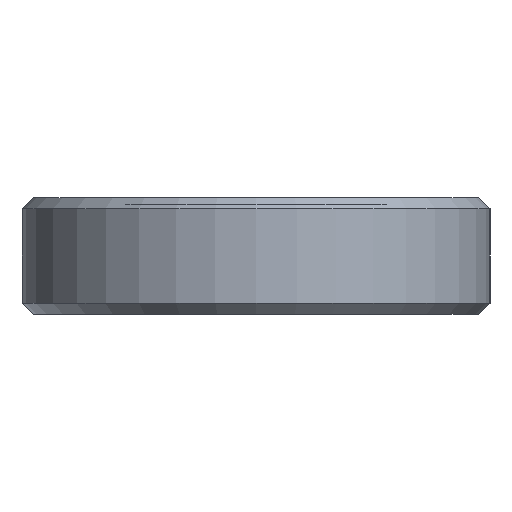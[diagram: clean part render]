
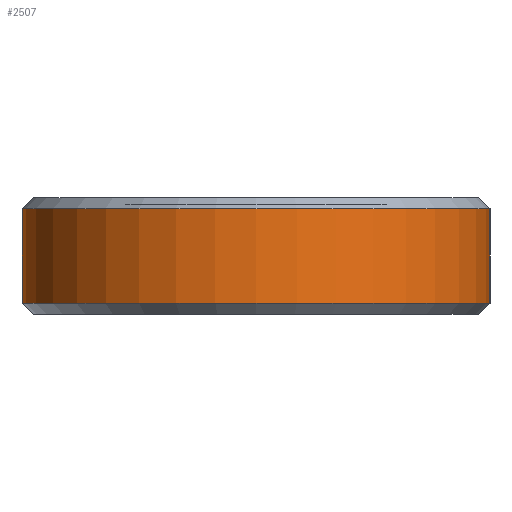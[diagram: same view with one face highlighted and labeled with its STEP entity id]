
A CAD part, left-side view. The second image highlights one B-rep face of the part: STEP entity #2507.
In plain terms, the highlighted cylindrical face has radius 6.25 mm (diameter 12.5 mm), a partial arc.
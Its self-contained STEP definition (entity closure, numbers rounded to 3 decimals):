
#45 = CONICAL_SURFACE('',#46,6.25,0.785);
#46 = AXIS2_PLACEMENT_3D('',#47,#48,#49);
#47 = CARTESIAN_POINT('',(0.,0.,0.3));
#48 = DIRECTION('',(0.,0.,1.));
#49 = DIRECTION('',(0.,1.,0.));
#919 = VERTEX_POINT('',#920);
#920 = CARTESIAN_POINT('',(0.,6.25,0.3));
#943 = VERTEX_POINT('',#944);
#944 = CARTESIAN_POINT('',(0.,-6.25,0.3));
#965 = EDGE_CURVE('',#919,#943,#966,.T.);
#966 = SURFACE_CURVE('',#967,(#972,#979),.PCURVE_S1.);
#967 = CIRCLE('',#968,6.25);
#968 = AXIS2_PLACEMENT_3D('',#969,#970,#971);
#969 = CARTESIAN_POINT('',(0.,0.,0.3));
#970 = DIRECTION('',(0.,-0.,1.));
#971 = DIRECTION('',(0.,1.,0.));
#972 = PCURVE('',#45,#973);
#973 = DEFINITIONAL_REPRESENTATION('',(#974),#978);
#974 = LINE('',#975,#976);
#975 = CARTESIAN_POINT('',(0.,0.));
#976 = VECTOR('',#977,1.);
#977 = DIRECTION('',(1.,0.));
#978 = ( GEOMETRIC_REPRESENTATION_CONTEXT(2) 
PARAMETRIC_REPRESENTATION_CONTEXT() REPRESENTATION_CONTEXT('2D SPACE',''
  ) );
#979 = PCURVE('',#980,#985);
#980 = CYLINDRICAL_SURFACE('',#981,6.25);
#981 = AXIS2_PLACEMENT_3D('',#982,#983,#984);
#982 = CARTESIAN_POINT('',(0.,0.,0.));
#983 = DIRECTION('',(-0.,-0.,-1.));
#984 = DIRECTION('',(1.,0.,0.));
#985 = DEFINITIONAL_REPRESENTATION('',(#986),#990);
#986 = LINE('',#987,#988);
#987 = CARTESIAN_POINT('',(-1.571,-0.3));
#988 = VECTOR('',#989,1.);
#989 = DIRECTION('',(-1.,0.));
#990 = ( GEOMETRIC_REPRESENTATION_CONTEXT(2) 
PARAMETRIC_REPRESENTATION_CONTEXT() REPRESENTATION_CONTEXT('2D SPACE',''
  ) );
#1034 = PLANE('',#1035);
#1035 = AXIS2_PLACEMENT_3D('',#1036,#1037,#1038);
#1036 = CARTESIAN_POINT('',(0.,6.25,0.));
#1037 = DIRECTION('',(0.,1.,0.));
#1038 = DIRECTION('',(1.,0.,0.));
#1088 = PLANE('',#1089);
#1089 = AXIS2_PLACEMENT_3D('',#1090,#1091,#1092);
#1090 = CARTESIAN_POINT('',(0.,-6.25,0.));
#1091 = DIRECTION('',(0.,1.,0.));
#1092 = DIRECTION('',(1.,0.,0.));
#2507 = ADVANCED_FACE('',(#2508),#980,.T.);
#2508 = FACE_BOUND('',#2509,.F.);
#2509 = EDGE_LOOP('',(#2510,#2533,#2562,#2583));
#2510 = ORIENTED_EDGE('',*,*,#2511,.T.);
#2511 = EDGE_CURVE('',#919,#2512,#2514,.T.);
#2512 = VERTEX_POINT('',#2513);
#2513 = CARTESIAN_POINT('',(0.,6.25,2.825));
#2514 = SURFACE_CURVE('',#2515,(#2519,#2526),.PCURVE_S1.);
#2515 = LINE('',#2516,#2517);
#2516 = CARTESIAN_POINT('',(0.,6.25,0.));
#2517 = VECTOR('',#2518,1.);
#2518 = DIRECTION('',(0.,0.,1.));
#2519 = PCURVE('',#980,#2520);
#2520 = DEFINITIONAL_REPRESENTATION('',(#2521),#2525);
#2521 = LINE('',#2522,#2523);
#2522 = CARTESIAN_POINT('',(-1.571,0.));
#2523 = VECTOR('',#2524,1.);
#2524 = DIRECTION('',(-0.,-1.));
#2525 = ( GEOMETRIC_REPRESENTATION_CONTEXT(2) 
PARAMETRIC_REPRESENTATION_CONTEXT() REPRESENTATION_CONTEXT('2D SPACE',''
  ) );
#2526 = PCURVE('',#1034,#2527);
#2527 = DEFINITIONAL_REPRESENTATION('',(#2528),#2532);
#2528 = LINE('',#2529,#2530);
#2529 = CARTESIAN_POINT('',(0.,0.));
#2530 = VECTOR('',#2531,1.);
#2531 = DIRECTION('',(0.,-1.));
#2532 = ( GEOMETRIC_REPRESENTATION_CONTEXT(2) 
PARAMETRIC_REPRESENTATION_CONTEXT() REPRESENTATION_CONTEXT('2D SPACE',''
  ) );
#2533 = ORIENTED_EDGE('',*,*,#2534,.T.);
#2534 = EDGE_CURVE('',#2512,#2535,#2537,.T.);
#2535 = VERTEX_POINT('',#2536);
#2536 = CARTESIAN_POINT('',(0.,-6.25,2.825));
#2537 = SURFACE_CURVE('',#2538,(#2543,#2550),.PCURVE_S1.);
#2538 = CIRCLE('',#2539,6.25);
#2539 = AXIS2_PLACEMENT_3D('',#2540,#2541,#2542);
#2540 = CARTESIAN_POINT('',(0.,0.,2.825));
#2541 = DIRECTION('',(0.,-0.,1.));
#2542 = DIRECTION('',(0.,1.,0.));
#2543 = PCURVE('',#980,#2544);
#2544 = DEFINITIONAL_REPRESENTATION('',(#2545),#2549);
#2545 = LINE('',#2546,#2547);
#2546 = CARTESIAN_POINT('',(-1.571,-2.825));
#2547 = VECTOR('',#2548,1.);
#2548 = DIRECTION('',(-1.,0.));
#2549 = ( GEOMETRIC_REPRESENTATION_CONTEXT(2) 
PARAMETRIC_REPRESENTATION_CONTEXT() REPRESENTATION_CONTEXT('2D SPACE',''
  ) );
#2550 = PCURVE('',#2551,#2556);
#2551 = CONICAL_SURFACE('',#2552,6.25,0.785);
#2552 = AXIS2_PLACEMENT_3D('',#2553,#2554,#2555);
#2553 = CARTESIAN_POINT('',(0.,0.,2.825));
#2554 = DIRECTION('',(-0.,-0.,-1.));
#2555 = DIRECTION('',(0.,1.,0.));
#2556 = DEFINITIONAL_REPRESENTATION('',(#2557),#2561);
#2557 = LINE('',#2558,#2559);
#2558 = CARTESIAN_POINT('',(-0.,-0.));
#2559 = VECTOR('',#2560,1.);
#2560 = DIRECTION('',(-1.,-0.));
#2561 = ( GEOMETRIC_REPRESENTATION_CONTEXT(2) 
PARAMETRIC_REPRESENTATION_CONTEXT() REPRESENTATION_CONTEXT('2D SPACE',''
  ) );
#2562 = ORIENTED_EDGE('',*,*,#2563,.F.);
#2563 = EDGE_CURVE('',#943,#2535,#2564,.T.);
#2564 = SURFACE_CURVE('',#2565,(#2569,#2576),.PCURVE_S1.);
#2565 = LINE('',#2566,#2567);
#2566 = CARTESIAN_POINT('',(0.,-6.25,0.));
#2567 = VECTOR('',#2568,1.);
#2568 = DIRECTION('',(0.,0.,1.));
#2569 = PCURVE('',#980,#2570);
#2570 = DEFINITIONAL_REPRESENTATION('',(#2571),#2575);
#2571 = LINE('',#2572,#2573);
#2572 = CARTESIAN_POINT('',(-4.712,0.));
#2573 = VECTOR('',#2574,1.);
#2574 = DIRECTION('',(-0.,-1.));
#2575 = ( GEOMETRIC_REPRESENTATION_CONTEXT(2) 
PARAMETRIC_REPRESENTATION_CONTEXT() REPRESENTATION_CONTEXT('2D SPACE',''
  ) );
#2576 = PCURVE('',#1088,#2577);
#2577 = DEFINITIONAL_REPRESENTATION('',(#2578),#2582);
#2578 = LINE('',#2579,#2580);
#2579 = CARTESIAN_POINT('',(0.,0.));
#2580 = VECTOR('',#2581,1.);
#2581 = DIRECTION('',(0.,-1.));
#2582 = ( GEOMETRIC_REPRESENTATION_CONTEXT(2) 
PARAMETRIC_REPRESENTATION_CONTEXT() REPRESENTATION_CONTEXT('2D SPACE',''
  ) );
#2583 = ORIENTED_EDGE('',*,*,#965,.F.);
